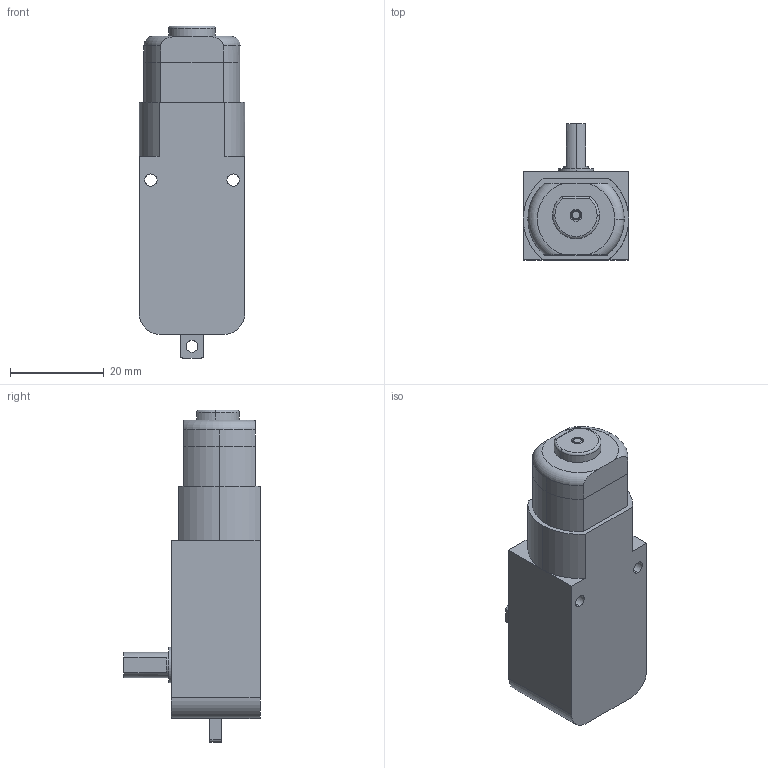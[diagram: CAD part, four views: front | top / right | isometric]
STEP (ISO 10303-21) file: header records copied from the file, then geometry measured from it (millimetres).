
FILE_DESCRIPTION (( 'STEP AP214' ), '1' );
FILE_NAME ('Motor con reductor.STEP', '2024-09-05T18:12:50', ( '' ), ( '' ), 'SwSTEP 2.0', 'SolidWorks 2023', '' );
FILE_SCHEMA (( 'AUTOMOTIVE_DESIGN' ));
Length unit declared in the file: millimetre
Products named in the file (1): Motor con reductor
Bounding box: 22.5 x 29 x 70.7 mm (x, y, z)
Volume: 24044.9 mm3; surface area: 8743.6 mm2
Topology: 4 solids, 4 shells, 82 faces, 192 edges, 125 vertices
Faces by surface type: plane 38, cylinder 36, torus 8
Entity records: 2497 total; most frequent: CARTESIAN_POINT 474, DIRECTION 441, ORIENTED_EDGE 384, EDGE_CURVE 192, AXIS2_PLACEMENT_3D 172, VERTEX_POINT 125, VECTOR 97, LINE 97
